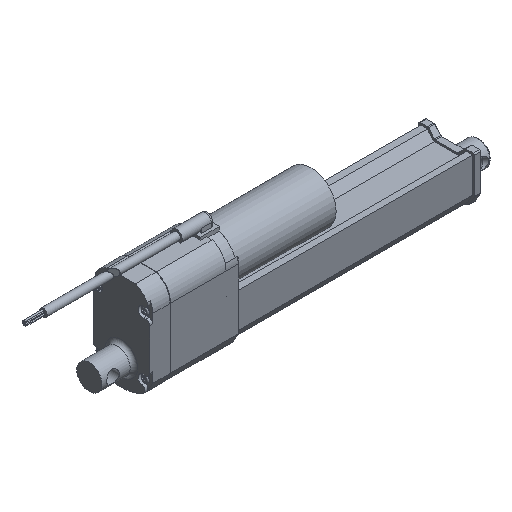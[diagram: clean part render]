
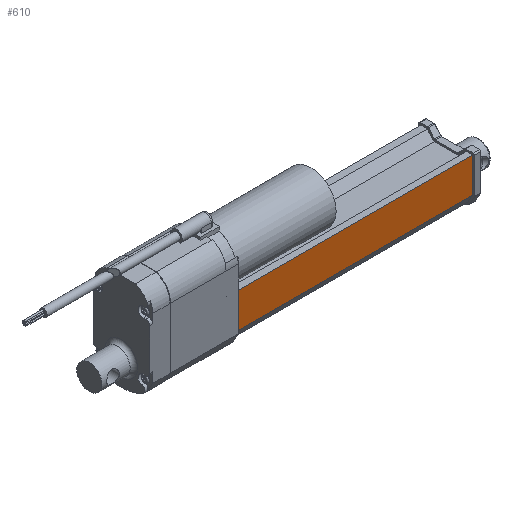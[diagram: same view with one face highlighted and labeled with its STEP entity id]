
A CAD part, isometric view. The second image highlights one B-rep face of the part: STEP entity #610.
In plain terms, the highlighted planar face has unit normal (0, -1, 0).
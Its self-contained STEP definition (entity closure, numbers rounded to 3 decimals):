
#610 = ADVANCED_FACE( '', ( #1405 ), #1406, .T. );
#1405 = FACE_OUTER_BOUND( '', #2630, .T. );
#1406 = PLANE( '', #2631 );
#2630 = EDGE_LOOP( '', ( #4234, #4235, #4236, #4237 ) );
#2631 = AXIS2_PLACEMENT_3D( '', #4238, #4239, #4240 );
#4234 = ORIENTED_EDGE( '', *, *, #6583, .F. );
#4235 = ORIENTED_EDGE( '', *, *, #6194, .F. );
#4236 = ORIENTED_EDGE( '', *, *, #6584, .T. );
#4237 = ORIENTED_EDGE( '', *, *, #6585, .T. );
#4238 = CARTESIAN_POINT( '', ( 223.5, -20.5, -23.567 ) );
#4239 = DIRECTION( '', ( 0., -1., 0. ) );
#4240 = DIRECTION( '', ( 0., 0., -1. ) );
#6194 = EDGE_CURVE( '', #7326, #7322, #7328, .T. );
#6583 = EDGE_CURVE( '', #7322, #7973, #7974, .T. );
#6584 = EDGE_CURVE( '', #7326, #7975, #7976, .T. );
#6585 = EDGE_CURVE( '', #7975, #7973, #7977, .T. );
#7322 = VERTEX_POINT( '', #9104 );
#7326 = VERTEX_POINT( '', #9110 );
#7328 = LINE( '', #9113, #9114 );
#7973 = VERTEX_POINT( '', #10105 );
#7974 = LINE( '', #10106, #10107 );
#7975 = VERTEX_POINT( '', #10108 );
#7976 = LINE( '', #10109, #10110 );
#7977 = LINE( '', #10111, #10112 );
#9104 = CARTESIAN_POINT( '', ( 35.5, -20.5, -23.567 ) );
#9110 = CARTESIAN_POINT( '', ( 223.5, -20.5, -23.567 ) );
#9113 = CARTESIAN_POINT( '', ( 223.5, -20.5, -23.567 ) );
#9114 = VECTOR( '', #11491, 1000. );
#10105 = CARTESIAN_POINT( '', ( 35.5, -20.5, 4.103 ) );
#10106 = CARTESIAN_POINT( '', ( 35.5, -20.5, -23.567 ) );
#10107 = VECTOR( '', #11897, 1000. );
#10108 = CARTESIAN_POINT( '', ( 223.5, -20.5, 4.103 ) );
#10109 = CARTESIAN_POINT( '', ( 223.5, -20.5, -23.567 ) );
#10110 = VECTOR( '', #11898, 1000. );
#10111 = CARTESIAN_POINT( '', ( 223.5, -20.5, 4.103 ) );
#10112 = VECTOR( '', #11899, 1000. );
#11491 = DIRECTION( '', ( -1., 0., 0. ) );
#11897 = DIRECTION( '', ( 0., 0., 1. ) );
#11898 = DIRECTION( '', ( 0., 0., 1. ) );
#11899 = DIRECTION( '', ( -1., 0., 0. ) );
